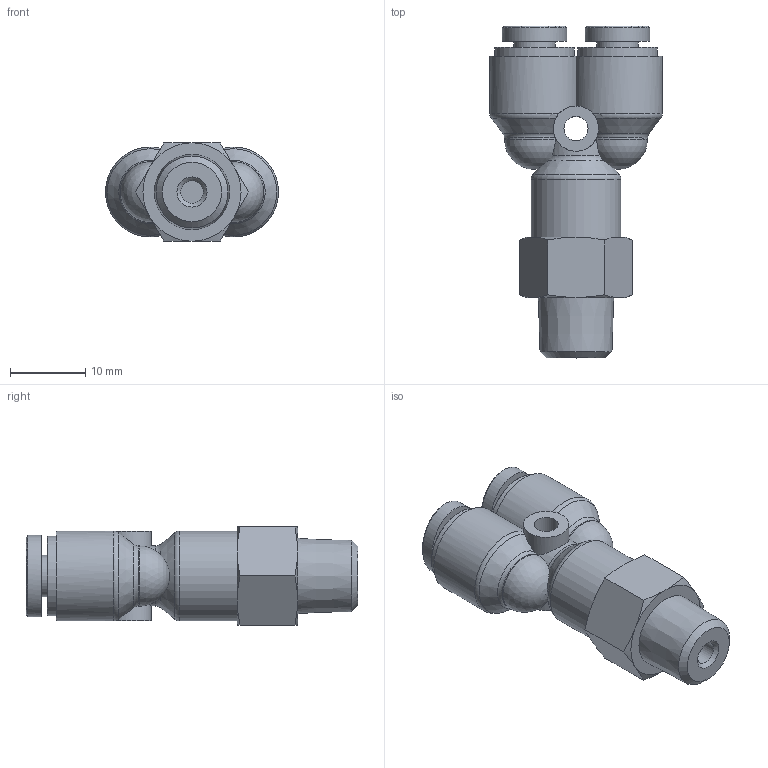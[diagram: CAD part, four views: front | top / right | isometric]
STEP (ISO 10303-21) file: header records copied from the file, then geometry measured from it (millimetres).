
FILE_DESCRIPTION((''),'2;1');
FILE_NAME('HR-PWT 0401.stp','2020-03-19T16:06:10',('user'),(''),'Autodesk Inventor 2013','Autodesk Inventor 2013','');
FILE_SCHEMA(('AUTOMOTIVE_DESIGN { 1 0 10303 214 1 1 1 1 }'));
Length unit declared in the file: millimetre
Products named in the file (6): 조립품2 (세부 수준1); HR-PY 04 BODY; HR-COLLAR 04; HR-Collar 04L(SUS); HR-SLEEVE 04; HR-PL BODY 0401
Assembly tree (6 placements, depth 3):
  조립품2 (세부 수준1)
    HR-PY 04 BODY
    HR-COLLAR 04  x2
      HR-Collar 04L(SUS)
      HR-SLEEVE 04
    HR-PL BODY 0401
Bounding box: 22.9 x 44 x 13 mm (x, y, z)
Volume: 5322.6 mm3; surface area: 4081.3 mm2
Topology: 6 solids, 6 shells, 383 faces, 1009 edges, 670 vertices
Faces by surface type: plane 206, bspline 122, cone 26, cylinder 20, torus 7, sphere 2
Full cylindrical faces by diameter (mm): 3 x1, 3.2 x1, 4.179 x2, 4.2 x3, 5.5 x2, 6 x2, 10.6 x2, 11.9 x1
Entity records: 7283 total; most frequent: CARTESIAN_POINT 2307, ORIENTED_EDGE 1094, DIRECTION 772, EDGE_CURVE 547, VERTEX_POINT 375, VECTOR 312, LINE 312, EDGE_LOOP 268
